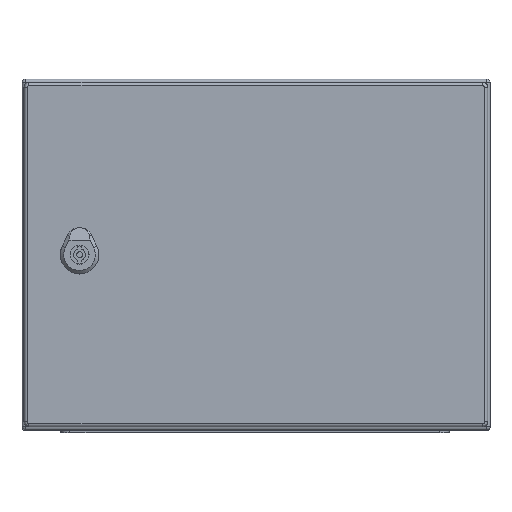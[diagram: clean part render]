
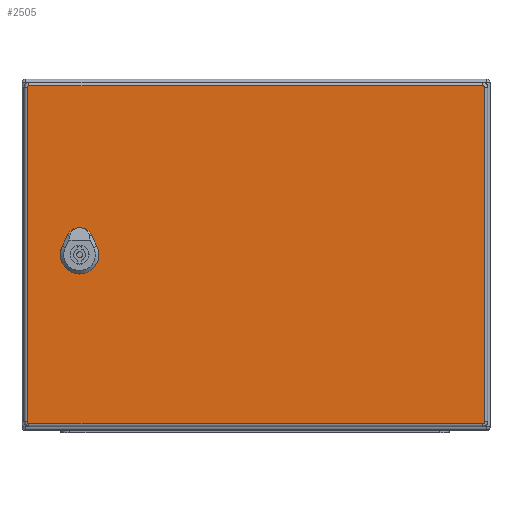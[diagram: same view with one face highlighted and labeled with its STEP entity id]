
A CAD part, top view. The second image highlights one B-rep face of the part: STEP entity #2505.
In plain terms, the highlighted face is planar.
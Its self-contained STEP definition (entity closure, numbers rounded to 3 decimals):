
#1504=FACE_BOUND('',#3793,.T.);
#1505=FACE_BOUND('',#3794,.T.);
#2063=CIRCLE('',#10380,11.25);
#2064=CIRCLE('',#10381,11.25);
#2065=CIRCLE('',#10382,11.25);
#2066=CIRCLE('',#10383,11.25);
#2067=CIRCLE('',#10384,1.4);
#2068=CIRCLE('',#10385,1.4);
#2069=CIRCLE('',#10386,1.4);
#2070=CIRCLE('',#10387,1.4);
#2505=ADVANCED_FACE('',(#1504,#1505),#2808,.F.);
#2808=PLANE('',#10388);
#3793=EDGE_LOOP('',(#5501,#5502,#5503,#5504,#5505,#5506,#5507,#5508));
#3794=EDGE_LOOP('',(#5509,#5510,#5511,#5512,#5513,#5514,#5515,#5516));
#5501=ORIENTED_EDGE('',*,*,#7981,.T.);
#5502=ORIENTED_EDGE('',*,*,#7982,.T.);
#5503=ORIENTED_EDGE('',*,*,#7983,.T.);
#5504=ORIENTED_EDGE('',*,*,#7984,.T.);
#5505=ORIENTED_EDGE('',*,*,#7985,.T.);
#5506=ORIENTED_EDGE('',*,*,#7986,.T.);
#5507=ORIENTED_EDGE('',*,*,#7987,.T.);
#5508=ORIENTED_EDGE('',*,*,#7988,.T.);
#5509=ORIENTED_EDGE('',*,*,#7989,.F.);
#5510=ORIENTED_EDGE('',*,*,#7990,.F.);
#5511=ORIENTED_EDGE('',*,*,#7991,.F.);
#5512=ORIENTED_EDGE('',*,*,#7992,.F.);
#5513=ORIENTED_EDGE('',*,*,#7993,.F.);
#5514=ORIENTED_EDGE('',*,*,#7994,.F.);
#5515=ORIENTED_EDGE('',*,*,#7995,.F.);
#5516=ORIENTED_EDGE('',*,*,#7996,.F.);
#6939=VERTEX_POINT('',#15413);
#6940=VERTEX_POINT('',#15414);
#6941=VERTEX_POINT('',#15416);
#6942=VERTEX_POINT('',#15418);
#6943=VERTEX_POINT('',#15420);
#6944=VERTEX_POINT('',#15422);
#6945=VERTEX_POINT('',#15424);
#6946=VERTEX_POINT('',#15426);
#6947=VERTEX_POINT('',#15429);
#6948=VERTEX_POINT('',#15430);
#6949=VERTEX_POINT('',#15432);
#6950=VERTEX_POINT('',#15434);
#6951=VERTEX_POINT('',#15436);
#6952=VERTEX_POINT('',#15438);
#6953=VERTEX_POINT('',#15440);
#6954=VERTEX_POINT('',#15442);
#7981=EDGE_CURVE('',#6939,#6940,#8811,.T.);
#7982=EDGE_CURVE('',#6940,#6941,#2063,.T.);
#7983=EDGE_CURVE('',#6941,#6942,#8812,.T.);
#7984=EDGE_CURVE('',#6942,#6943,#2064,.T.);
#7985=EDGE_CURVE('',#6943,#6944,#8813,.T.);
#7986=EDGE_CURVE('',#6944,#6945,#2065,.T.);
#7987=EDGE_CURVE('',#6945,#6946,#8814,.T.);
#7988=EDGE_CURVE('',#6946,#6939,#2066,.T.);
#7989=EDGE_CURVE('',#6947,#6948,#2067,.T.);
#7990=EDGE_CURVE('',#6949,#6947,#8815,.T.);
#7991=EDGE_CURVE('',#6950,#6949,#2068,.T.);
#7992=EDGE_CURVE('',#6951,#6950,#8816,.T.);
#7993=EDGE_CURVE('',#6952,#6951,#2069,.T.);
#7994=EDGE_CURVE('',#6953,#6952,#8817,.T.);
#7995=EDGE_CURVE('',#6954,#6953,#2070,.T.);
#7996=EDGE_CURVE('',#6948,#6954,#8818,.T.);
#8811=LINE('',#15412,#9497);
#8812=LINE('',#15417,#9498);
#8813=LINE('',#15421,#9499);
#8814=LINE('',#15425,#9500);
#8815=LINE('',#15431,#9501);
#8816=LINE('',#15435,#9502);
#8817=LINE('',#15439,#9503);
#8818=LINE('',#15443,#9504);
#9497=VECTOR('',#12437,1.);
#9498=VECTOR('',#12440,1.);
#9499=VECTOR('',#12443,1.);
#9500=VECTOR('',#12446,1.);
#9501=VECTOR('',#12451,1.);
#9502=VECTOR('',#12454,1.);
#9503=VECTOR('',#12457,1.);
#9504=VECTOR('',#12460,1.);
#10380=AXIS2_PLACEMENT_3D('',#15415,#12438,#12439);
#10381=AXIS2_PLACEMENT_3D('',#15419,#12441,#12442);
#10382=AXIS2_PLACEMENT_3D('',#15423,#12444,#12445);
#10383=AXIS2_PLACEMENT_3D('',#15427,#12447,#12448);
#10384=AXIS2_PLACEMENT_3D('',#15428,#12449,#12450);
#10385=AXIS2_PLACEMENT_3D('',#15433,#12452,#12453);
#10386=AXIS2_PLACEMENT_3D('',#15437,#12455,#12456);
#10387=AXIS2_PLACEMENT_3D('',#15441,#12458,#12459);
#10388=AXIS2_PLACEMENT_3D('',#15444,#12461,#12462);
#12437=DIRECTION('',(-1.,0.,0.));
#12438=DIRECTION('',(0.,0.,1.));
#12439=DIRECTION('',(1.,0.,0.));
#12440=DIRECTION('',(0.,-1.,0.));
#12441=DIRECTION('',(0.,0.,1.));
#12442=DIRECTION('',(1.,0.,0.));
#12443=DIRECTION('',(1.,0.,0.));
#12444=DIRECTION('',(0.,0.,1.));
#12445=DIRECTION('',(1.,0.,0.));
#12446=DIRECTION('',(0.,1.,0.));
#12447=DIRECTION('',(0.,0.,1.));
#12448=DIRECTION('',(1.,0.,0.));
#12449=DIRECTION('',(0.,0.,1.));
#12450=DIRECTION('',(1.,0.,0.));
#12451=DIRECTION('',(0.,-1.,0.));
#12452=DIRECTION('',(0.,0.,1.));
#12453=DIRECTION('',(1.,0.,0.));
#12454=DIRECTION('',(-1.,0.,0.));
#12455=DIRECTION('',(0.,0.,1.));
#12456=DIRECTION('',(1.,0.,0.));
#12457=DIRECTION('',(0.,1.,0.));
#12458=DIRECTION('',(0.,0.,1.));
#12459=DIRECTION('',(1.,0.,0.));
#12460=DIRECTION('',(1.,0.,0.));
#12461=DIRECTION('',(0.,0.,1.));
#12462=DIRECTION('',(1.,0.,0.));
#15412=CARTESIAN_POINT('',(-193.95,10.2,0.));
#15413=CARTESIAN_POINT('',(155.396,10.2,0.));
#15414=CARTESIAN_POINT('',(145.904,10.2,0.));
#15415=CARTESIAN_POINT('',(150.65,0.,0.));
#15416=CARTESIAN_POINT('',(140.45,4.746,0.));
#15417=CARTESIAN_POINT('',(140.45,143.,0.));
#15418=CARTESIAN_POINT('',(140.45,-4.746,0.));
#15419=CARTESIAN_POINT('',(150.65,0.,0.));
#15420=CARTESIAN_POINT('',(145.904,-10.2,0.));
#15421=CARTESIAN_POINT('',(-193.95,-10.2,0.));
#15422=CARTESIAN_POINT('',(155.396,-10.2,0.));
#15423=CARTESIAN_POINT('',(150.65,0.,0.));
#15424=CARTESIAN_POINT('',(160.85,-4.746,0.));
#15425=CARTESIAN_POINT('',(160.85,143.,0.));
#15426=CARTESIAN_POINT('',(160.85,4.746,0.));
#15427=CARTESIAN_POINT('',(150.65,0.,0.));
#15428=CARTESIAN_POINT('',(-193.95,-143.,0.));
#15429=CARTESIAN_POINT('',(-195.35,-143.,0.));
#15430=CARTESIAN_POINT('',(-193.95,-144.4,0.));
#15431=CARTESIAN_POINT('',(-195.35,143.,0.));
#15432=CARTESIAN_POINT('',(-195.35,143.,0.));
#15433=CARTESIAN_POINT('',(-193.95,143.,0.));
#15434=CARTESIAN_POINT('',(-193.95,144.4,0.));
#15435=CARTESIAN_POINT('',(193.95,144.4,0.));
#15436=CARTESIAN_POINT('',(193.95,144.4,0.));
#15437=CARTESIAN_POINT('',(193.95,143.,0.));
#15438=CARTESIAN_POINT('',(195.35,143.,0.));
#15439=CARTESIAN_POINT('',(195.35,-143.,0.));
#15440=CARTESIAN_POINT('',(195.35,-143.,0.));
#15441=CARTESIAN_POINT('',(193.95,-143.,0.));
#15442=CARTESIAN_POINT('',(193.95,-144.4,0.));
#15443=CARTESIAN_POINT('',(-193.95,-144.4,0.));
#15444=CARTESIAN_POINT('',(-193.95,143.,0.));
